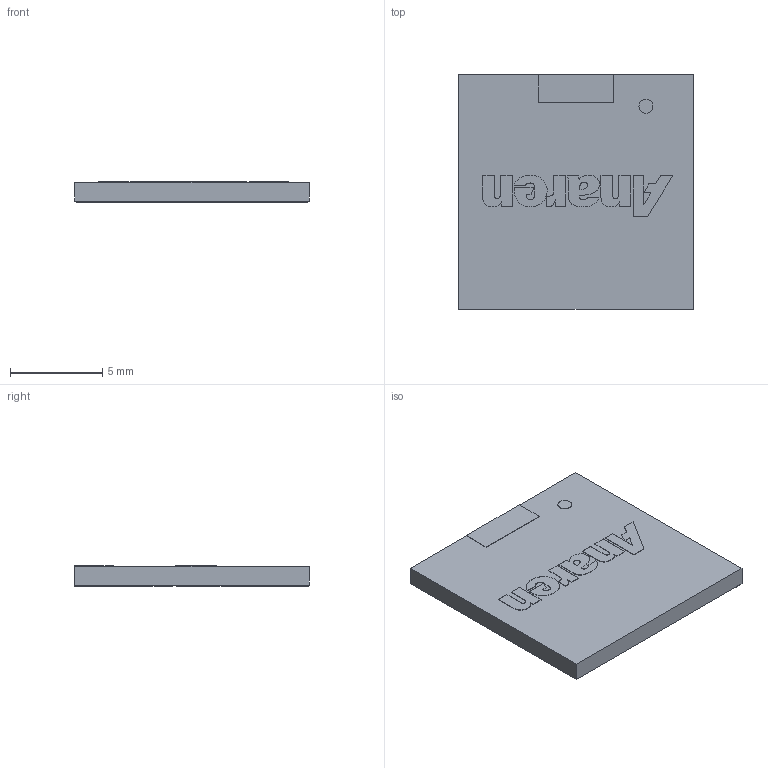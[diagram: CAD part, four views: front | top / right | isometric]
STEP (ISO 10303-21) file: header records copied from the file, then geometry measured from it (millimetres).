
FILE_DESCRIPTION (( 'STEP AP203' ), '1' );
FILE_NAME ('A500N50X4.STEP', '2025-05-02T17:37:09', ( '' ), ( '' ), 'SwSTEP 2.0', 'SolidWorks 2023', '' );
FILE_SCHEMA (( 'CONFIG_CONTROL_DESIGN' ));
Length unit declared in the file: inch
Products named in the file (1): A500N50X4
Bounding box: 12.7 x 12.7 x 1.09 mm (x, y, z)
Volume: 172.2 mm3; surface area: 380.2 mm2
Topology: 1 solids, 1 shells, 157 faces, 438 edges, 292 vertices
Faces by surface type: cylinder 84, plane 73
Entity records: 5179 total; most frequent: DIRECTION 922, CARTESIAN_POINT 888, ORIENTED_EDGE 876, EDGE_CURVE 438, AXIS2_PLACEMENT_3D 326, VERTEX_POINT 292, VECTOR 270, LINE 270
